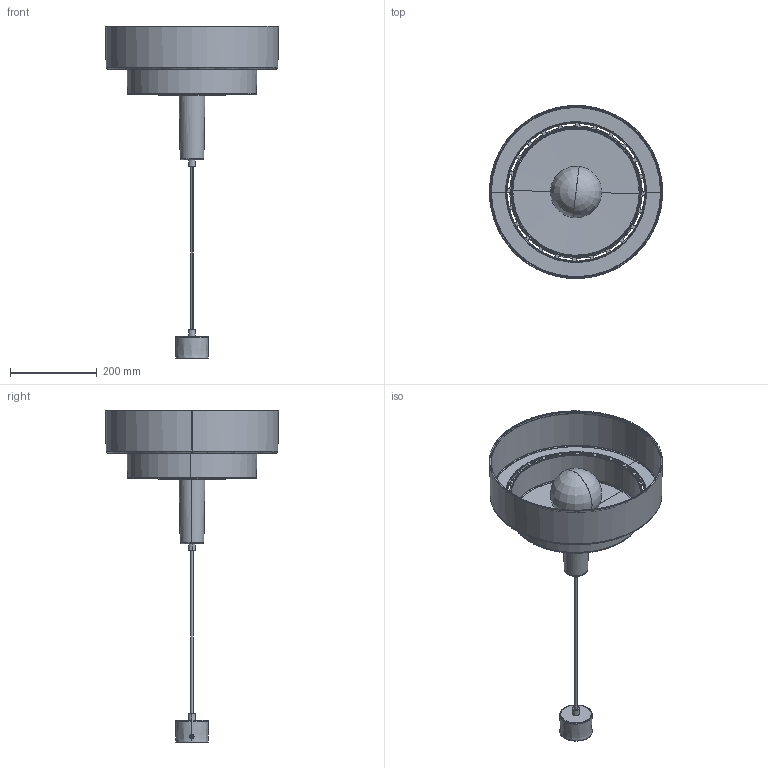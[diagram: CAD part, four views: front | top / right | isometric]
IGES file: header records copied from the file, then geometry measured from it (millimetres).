
Start section: SolidWorks IGES file using analytic representation for surfaces
Global section: file name: Conjunts E27_V0_M.IGS; native system: SolidWorks 2020; preprocessor: SolidWorks 2020; author: mgarcia; date: 230921.103240; units: millimetre
Bounding box: 400 x 400 x 766.89 mm (x, y, z)
Surface area: 738000.7 mm2 (no closed solid volume)
Topology: 0 solids, 0 shells, 205 faces, 3666 edges, 3665 vertices
Faces by surface type: revolution 150, bspline 55
